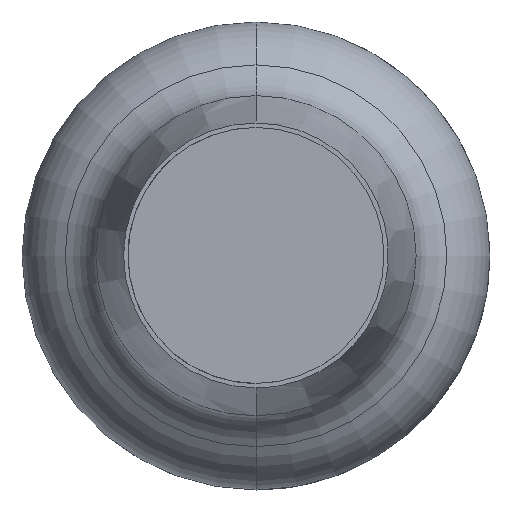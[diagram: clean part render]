
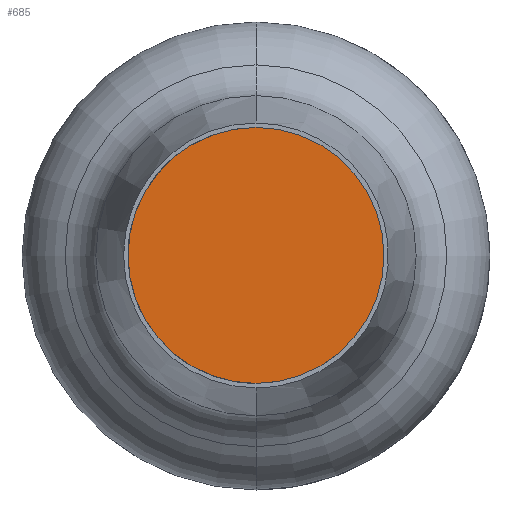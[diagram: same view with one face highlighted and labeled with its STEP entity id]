
A CAD part, top view. The second image highlights one B-rep face of the part: STEP entity #685.
In plain terms, the highlighted planar face has unit normal (0, 0, 1).
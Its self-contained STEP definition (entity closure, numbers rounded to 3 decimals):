
#638=CARTESIAN_POINT('Axis2P3D Location',(13.25,13.25,30.)) ;
#642=CARTESIAN_POINT('Vertex',(13.25,20.5,30.)) ;
#644=CARTESIAN_POINT('Vertex',(13.25,6.,30.)) ;
#664=CARTESIAN_POINT('Axis2P3D Location',(13.25,13.25,30.)) ;
#676=CARTESIAN_POINT('Axis2P3D Location',(13.25,13.25,30.)) ;
#639=DIRECTION('Axis2P3D Direction',(0.,0.,-1.)) ;
#665=DIRECTION('Axis2P3D Direction',(0.,0.,-1.)) ;
#677=DIRECTION('Axis2P3D Direction',(0.,0.,-1.)) ;
#678=DIRECTION('Axis2P3D XDirection',(0.,-1.,0.)) ;
#640=AXIS2_PLACEMENT_3D('Circle Axis2P3D',#638,#639,$) ;
#666=AXIS2_PLACEMENT_3D('Circle Axis2P3D',#664,#665,$) ;
#679=AXIS2_PLACEMENT_3D('Plane Axis2P3D',#676,#677,#678) ;
#682=ORIENTED_EDGE('',*,*,#646,.F.) ;
#683=ORIENTED_EDGE('',*,*,#668,.T.) ;
#685=ADVANCED_FACE('XACB9112_02',(#684),#680,.F.) ;
#641=CIRCLE('generated circle',#640,7.25) ;
#667=CIRCLE('generated circle',#666,7.25) ;
#646=EDGE_CURVE('',#643,#645,#641,.T.) ;
#668=EDGE_CURVE('',#643,#645,#667,.F.) ;
#681=EDGE_LOOP('',(#682,#683)) ;
#684=FACE_OUTER_BOUND('',#681,.T.) ;
#680=PLANE('',#679) ;
#643=VERTEX_POINT('',#642) ;
#645=VERTEX_POINT('',#644) ;
